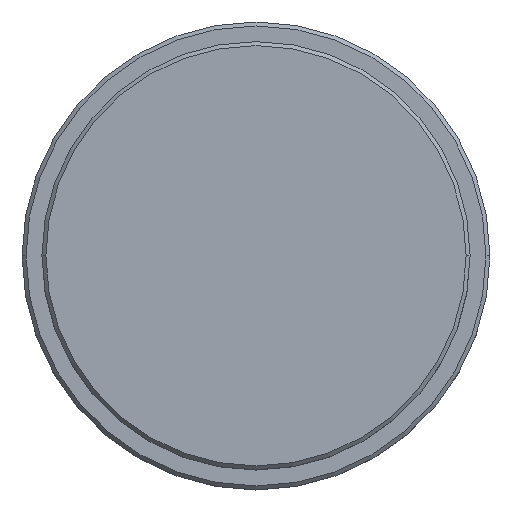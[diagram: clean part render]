
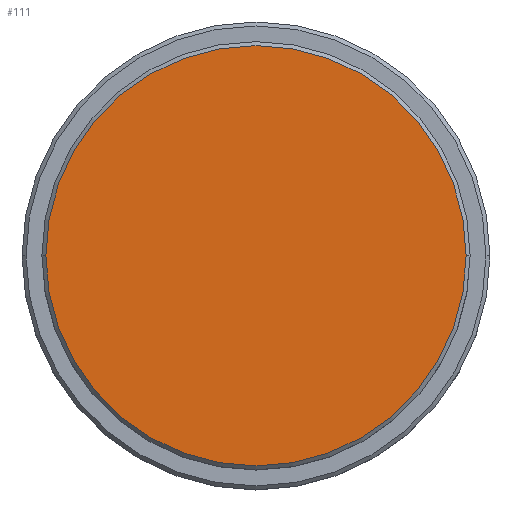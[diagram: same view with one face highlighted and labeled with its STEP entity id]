
A CAD part, top view. The second image highlights one B-rep face of the part: STEP entity #111.
In plain terms, the highlighted planar face has unit normal (0, 0, 1).
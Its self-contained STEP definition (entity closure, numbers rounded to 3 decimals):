
#95 = AXIS2_PLACEMENT_3D ( 'NONE', #555, #422, #848 ) ;
#111 = ADVANCED_FACE ( 'NONE', ( #947 ), #954, .T. ) ;
#359 = AXIS2_PLACEMENT_3D ( 'NONE', #951, #1043, #458 ) ;
#422 = DIRECTION ( 'NONE',  ( 0., 0., 1. ) ) ;
#424 = ORIENTED_EDGE ( 'NONE', *, *, #972, .T. ) ;
#458 = DIRECTION ( 'NONE',  ( 1., 0., 0. ) ) ;
#469 = VERTEX_POINT ( 'NONE', #792 ) ;
#555 = CARTESIAN_POINT ( 'NONE',  ( 0., 0., 0. ) ) ;
#746 = CARTESIAN_POINT ( 'NONE',  ( 26.5, 0., 0. ) ) ;
#792 = CARTESIAN_POINT ( 'NONE',  ( -26.5, 0., 0. ) ) ;
#848 = DIRECTION ( 'NONE',  ( 1., 0., 0. ) ) ;
#852 = DIRECTION ( 'NONE',  ( 0., 0., 1. ) ) ;
#861 = CARTESIAN_POINT ( 'NONE',  ( 0., 0., 0. ) ) ;
#927 = ORIENTED_EDGE ( 'NONE', *, *, #1072, .T. ) ;
#947 = FACE_OUTER_BOUND ( 'NONE', #1142, .T. ) ;
#951 = CARTESIAN_POINT ( 'NONE',  ( 0., 0., 0. ) ) ;
#954 = PLANE ( 'NONE',  #1002 ) ;
#967 = CIRCLE ( 'NONE', #359, 26.5 ) ;
#972 = EDGE_CURVE ( 'NONE', #1034, #469, #967, .T. ) ;
#1002 = AXIS2_PLACEMENT_3D ( 'NONE', #861, #852, #1063 ) ;
#1034 = VERTEX_POINT ( 'NONE', #746 ) ;
#1043 = DIRECTION ( 'NONE',  ( 0., 0., 1. ) ) ;
#1063 = DIRECTION ( 'NONE',  ( 1., 0., 0. ) ) ;
#1072 = EDGE_CURVE ( 'NONE', #469, #1034, #1413, .T. ) ;
#1142 = EDGE_LOOP ( 'NONE', ( #927, #424 ) ) ;
#1413 = CIRCLE ( 'NONE', #95, 26.5 ) ;
